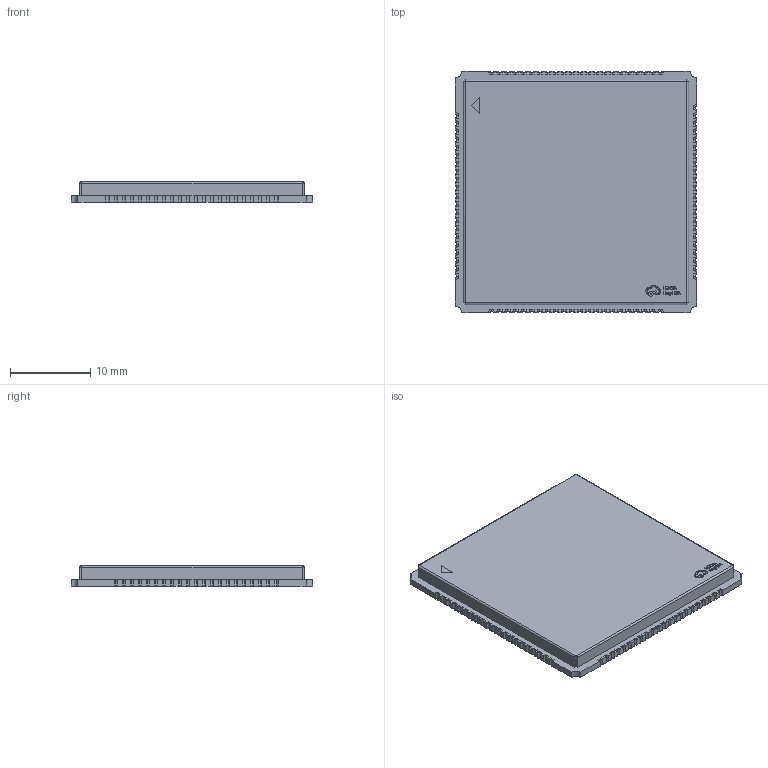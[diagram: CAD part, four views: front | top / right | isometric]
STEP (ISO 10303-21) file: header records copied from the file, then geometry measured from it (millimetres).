
FILE_DESCRIPTION (( 'STEP AP214' ), '1' );
FILE_NAME ('COMM-SMD_119P-L30.0-W30.0-P1.00_A7600C1.step', '2022-06-21T13:00:59', ( '' ), ( '' ), 'SwSTEP 2.0', 'SolidWorks 2020', '' );
FILE_SCHEMA (( 'AUTOMOTIVE_DESIGN' ));
Length unit declared in the file: millimetre
Products named in the file (1): COMM-SMD_119P-L30.0-W30.0-P1.00_A7600C1
Bounding box: 30 x 30 x 2.52 mm (x, y, z)
Volume: 903.9 mm3; surface area: 3815 mm2
Topology: 2 solids, 2 shells, 1734 faces, 4981 edges, 3310 vertices
Faces by surface type: plane 1146, cylinder 468, bspline 120
Entity records: 76982 total; most frequent: CARTESIAN_POINT 12330, ORIENTED_EDGE 9962, DIRECTION 8887, EDGE_CURVE 4981, VECTOR 3817, LINE 3817, VERTEX_POINT 3310, AXIS2_PLACEMENT_3D 2535
